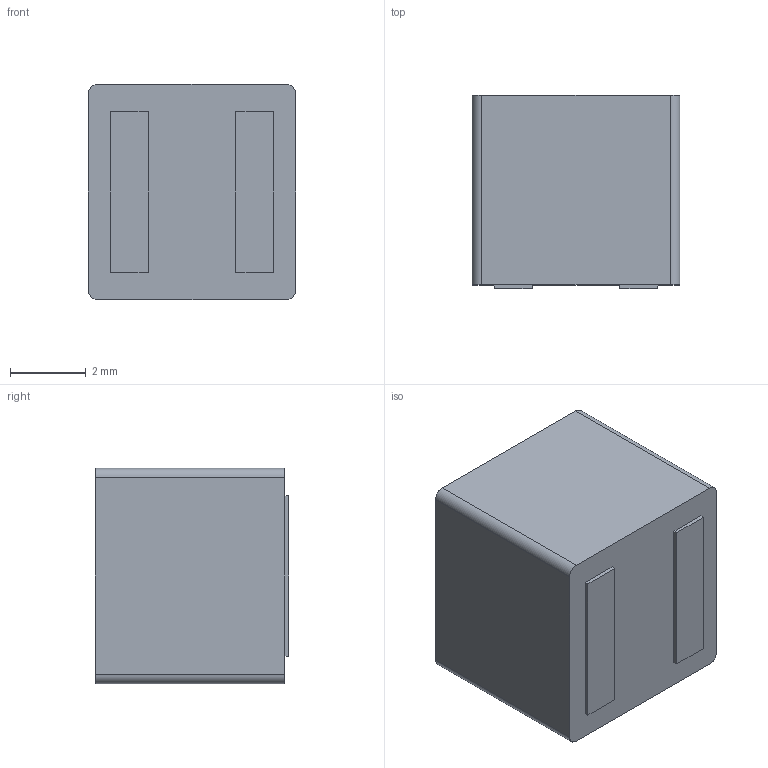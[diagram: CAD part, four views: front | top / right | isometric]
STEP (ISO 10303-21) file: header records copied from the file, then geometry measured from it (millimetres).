
FILE_DESCRIPTION (( 'STEP AP214' ), '1' );
FILE_NAME ('Coilcraft-XAL5050-103-DEFAULT.STEP', '2011-10-13T10:48:26', ( 'sysAdmin' ), ( 'SolidWorks' ), 'SwSTEP 2.0', 'SolidWorks 2012', '' );
FILE_SCHEMA (( 'AUTOMOTIVE_DESIGN' ));
Length unit declared in the file: millimetre
Products named in the file (1): Coilcraft-XAL5050-103-DEFAULT
Bounding box: 5.48 x 5.1 x 5.68 mm (x, y, z)
Volume: 156.2 mm3; surface area: 173.7 mm2
Topology: 1 solids, 1 shells, 75 faces, 165 edges, 100 vertices
Faces by surface type: plane 36, bspline 35, cylinder 4
Entity records: 4424 total; most frequent: CARTESIAN_POINT 2226, ORIENTED_EDGE 330, EDGE_CURVE 165, DIRECTION 150, VERTEX_POINT 100, B_SPLINE_CURVE_WITH_KNOTS 97, EDGE_LOOP 83, UNCERTAINTY_MEASURE_WITH_UNIT 78
